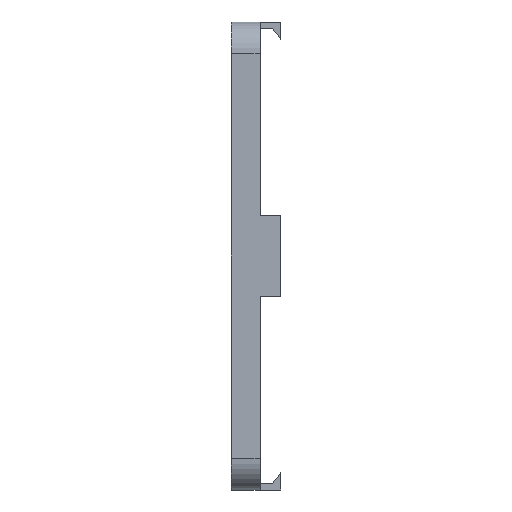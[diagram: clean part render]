
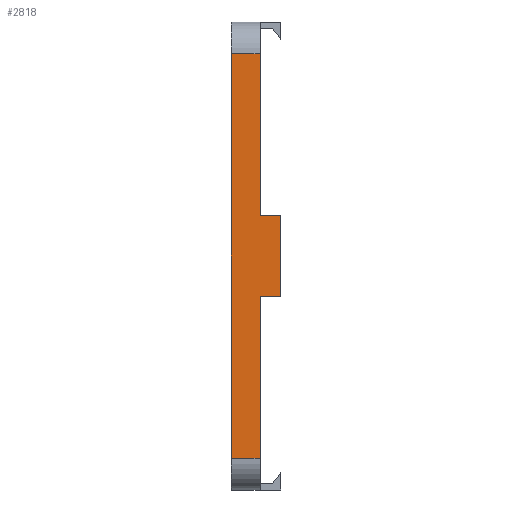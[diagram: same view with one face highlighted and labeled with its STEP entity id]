
A CAD part, left-side view. The second image highlights one B-rep face of the part: STEP entity #2818.
In plain terms, the highlighted planar face has unit normal (-1, 0, 0).
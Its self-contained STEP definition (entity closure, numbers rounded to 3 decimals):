
#15 = ORIENTED_EDGE ( 'NONE', *, *, #3215, .T. ) ;
#119 = CARTESIAN_POINT ( 'NONE',  ( -48.15, -4.2, -8.4 ) ) ;
#153 = CARTESIAN_POINT ( 'NONE',  ( -48.15, 5.9, -41.65 ) ) ;
#156 = CARTESIAN_POINT ( 'NONE',  ( -48.15, -4.2, 8.4 ) ) ;
#159 = VECTOR ( 'NONE', #419, 1000. ) ;
#171 = CARTESIAN_POINT ( 'NONE',  ( -48.15, 5.9, -41.65 ) ) ;
#172 = CARTESIAN_POINT ( 'NONE',  ( -48.15, 0., 8.4 ) ) ;
#173 = LINE ( 'NONE', #790, #2865 ) ;
#219 = LINE ( 'NONE', #3648, #2275 ) ;
#274 = CARTESIAN_POINT ( 'NONE',  ( -48.15, 0., 41.65 ) ) ;
#275 = DIRECTION ( 'NONE',  ( 0., -1., 0. ) ) ;
#333 = EDGE_CURVE ( 'NONE', #1172, #1542, #3570, .T. ) ;
#419 = DIRECTION ( 'NONE',  ( 0., 0., 1. ) ) ;
#431 = CARTESIAN_POINT ( 'NONE',  ( -48.15, 5.9, -41.65 ) ) ;
#533 = AXIS2_PLACEMENT_3D ( 'NONE', #780, #3022, #3249 ) ;
#550 = DIRECTION ( 'NONE',  ( 0., 0., 1. ) ) ;
#566 = ORIENTED_EDGE ( 'NONE', *, *, #2482, .T. ) ;
#597 = CARTESIAN_POINT ( 'NONE',  ( -48.15, 0., -8.4 ) ) ;
#623 = VECTOR ( 'NONE', #1394, 1000. ) ;
#780 = CARTESIAN_POINT ( 'NONE',  ( -48.15, 5.9, -41.65 ) ) ;
#790 = CARTESIAN_POINT ( 'NONE',  ( -48.15, 0., -41.65 ) ) ;
#800 = VERTEX_POINT ( 'NONE', #2132 ) ;
#830 = CARTESIAN_POINT ( 'NONE',  ( -48.15, 5.9, 41.65 ) ) ;
#919 = VERTEX_POINT ( 'NONE', #597 ) ;
#934 = ORIENTED_EDGE ( 'NONE', *, *, #333, .F. ) ;
#966 = DIRECTION ( 'NONE',  ( 0., -1., 0. ) ) ;
#1053 = LINE ( 'NONE', #1302, #159 ) ;
#1075 = PLANE ( 'NONE',  #533 ) ;
#1114 = EDGE_CURVE ( 'NONE', #1163, #1172, #1555, .T. ) ;
#1151 = ORIENTED_EDGE ( 'NONE', *, *, #3195, .F. ) ;
#1163 = VERTEX_POINT ( 'NONE', #153 ) ;
#1172 = VERTEX_POINT ( 'NONE', #3548 ) ;
#1259 = EDGE_CURVE ( 'NONE', #1163, #800, #1385, .T. ) ;
#1290 = ORIENTED_EDGE ( 'NONE', *, *, #1114, .F. ) ;
#1302 = CARTESIAN_POINT ( 'NONE',  ( -48.15, -4.2, -8.4 ) ) ;
#1385 = LINE ( 'NONE', #431, #623 ) ;
#1394 = DIRECTION ( 'NONE',  ( 0., -1., 0. ) ) ;
#1542 = VERTEX_POINT ( 'NONE', #274 ) ;
#1554 = VECTOR ( 'NONE', #275, 1000. ) ;
#1555 = LINE ( 'NONE', #171, #1600 ) ;
#1600 = VECTOR ( 'NONE', #3266, 1000. ) ;
#1778 = EDGE_CURVE ( 'NONE', #2815, #1542, #173, .T. ) ;
#2027 = EDGE_CURVE ( 'NONE', #800, #919, #219, .T. ) ;
#2132 = CARTESIAN_POINT ( 'NONE',  ( -48.15, 0., -41.65 ) ) ;
#2217 = CARTESIAN_POINT ( 'NONE',  ( -48.15, 0., -8.4 ) ) ;
#2275 = VECTOR ( 'NONE', #2824, 1000. ) ;
#2457 = LINE ( 'NONE', #2217, #2944 ) ;
#2482 = EDGE_CURVE ( 'NONE', #919, #3165, #2457, .T. ) ;
#2715 = EDGE_LOOP ( 'NONE', ( #3562, #566, #15, #1151, #3291, #934, #1290, #3404 ) ) ;
#2815 = VERTEX_POINT ( 'NONE', #3553 ) ;
#2816 = VECTOR ( 'NONE', #966, 1000. ) ;
#2818 = ADVANCED_FACE ( 'NONE', ( #3104 ), #1075, .F. ) ;
#2824 = DIRECTION ( 'NONE',  ( 0., 0., 1. ) ) ;
#2865 = VECTOR ( 'NONE', #550, 1000. ) ;
#2944 = VECTOR ( 'NONE', #3015, 1000. ) ;
#3015 = DIRECTION ( 'NONE',  ( 0., -1., 0. ) ) ;
#3022 = DIRECTION ( 'NONE',  ( 1., 0., 0. ) ) ;
#3104 = FACE_OUTER_BOUND ( 'NONE', #2715, .T. ) ;
#3156 = VERTEX_POINT ( 'NONE', #156 ) ;
#3165 = VERTEX_POINT ( 'NONE', #119 ) ;
#3195 = EDGE_CURVE ( 'NONE', #2815, #3156, #3272, .T. ) ;
#3215 = EDGE_CURVE ( 'NONE', #3165, #3156, #1053, .T. ) ;
#3249 = DIRECTION ( 'NONE',  ( 0., 0., -1. ) ) ;
#3266 = DIRECTION ( 'NONE',  ( 0., 0., 1. ) ) ;
#3272 = LINE ( 'NONE', #172, #2816 ) ;
#3291 = ORIENTED_EDGE ( 'NONE', *, *, #1778, .T. ) ;
#3404 = ORIENTED_EDGE ( 'NONE', *, *, #1259, .T. ) ;
#3548 = CARTESIAN_POINT ( 'NONE',  ( -48.15, 5.9, 41.65 ) ) ;
#3553 = CARTESIAN_POINT ( 'NONE',  ( -48.15, 0., 8.4 ) ) ;
#3562 = ORIENTED_EDGE ( 'NONE', *, *, #2027, .T. ) ;
#3570 = LINE ( 'NONE', #830, #1554 ) ;
#3648 = CARTESIAN_POINT ( 'NONE',  ( -48.15, 0., -41.65 ) ) ;
